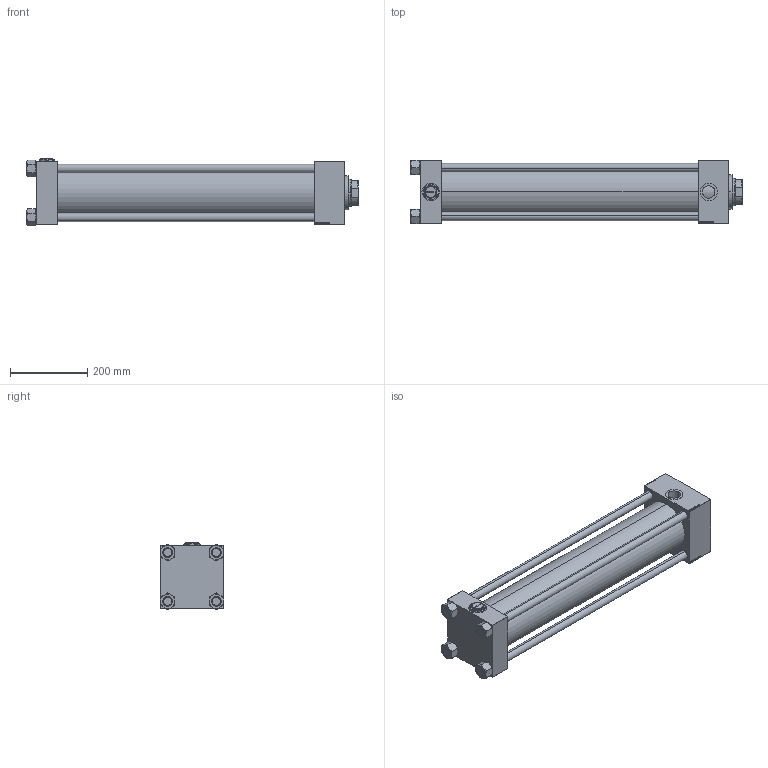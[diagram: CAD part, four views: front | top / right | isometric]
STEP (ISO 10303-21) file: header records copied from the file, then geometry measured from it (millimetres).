
FILE_DESCRIPTION (( 'STEP AP203' ), '1' );
FILE_NAME ('39f0.STEP', '2023-10-31T10:12:44', ( '' ), ( '' ), 'SwSTEP 2.0', 'SolidWorks 2019', '' );
FILE_SCHEMA (( 'CONFIG_CONTROL_DESIGN' ));
Length unit declared in the file: millimetre
Products named in the file (7): Zatka_pro_OIL_PORT 7d3549050754219a750fadb19c9d2095; V215CR_VCP_C 7d3549050754219a750fadb19c9d2095; V215_VC_A 7d3549050754219a750fadb19c9d2095; 39f0; NUT_M5_C 7d3549050754219a750fadb19c9d2095; V215CR_C_Body 7d3549050754219a750fadb19c9d2095; V215CR_C_TYCINKA 7d3549050754219a750fadb19c9d2095
Assembly tree (12 placements, depth 2):
  39f0
    V215CR_C_Body 7d3549050754219a750fadb19c9d2095
    V215CR_VCP_C 7d3549050754219a750fadb19c9d2095
    NUT_M5_C 7d3549050754219a750fadb19c9d2095  x4
    V215CR_C_TYCINKA 7d3549050754219a750fadb19c9d2095  x4
    V215_VC_A 7d3549050754219a750fadb19c9d2095
    Zatka_pro_OIL_PORT 7d3549050754219a750fadb19c9d2095
Bounding box: 858 x 165 x 174.07 mm (x, y, z)
Volume: 8413391.4 mm3; surface area: 1271262.1 mm2
Topology: 12 solids, 12 shells, 1250 faces, 3155 edges, 2049 vertices
Faces by surface type: plane 598, bspline 392, cone 158, cylinder 94, torus 8
Entity records: 52594 total; most frequent: CARTESIAN_POINT 27852, ORIENTED_EDGE 5574, DIRECTION 3609, EDGE_CURVE 2787, VERTEX_POINT 1827, VECTOR 1645, LINE 1645, EDGE_LOOP 1228
